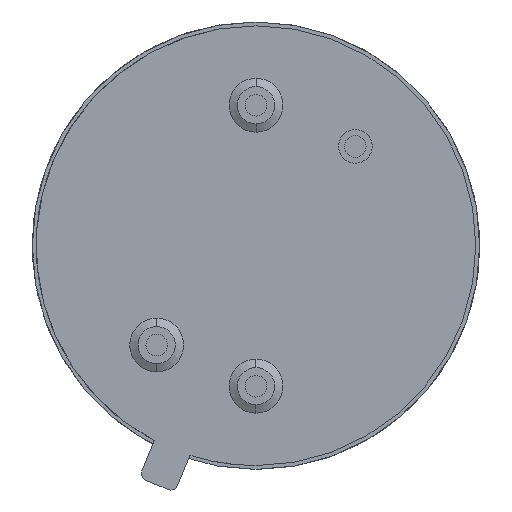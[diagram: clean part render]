
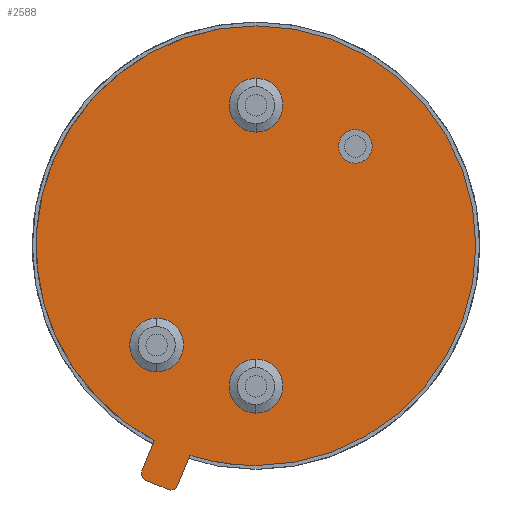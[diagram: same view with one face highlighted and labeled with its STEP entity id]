
A CAD part, front view. The second image highlights one B-rep face of the part: STEP entity #2588.
In plain terms, the highlighted planar face has unit normal (0, -1, 0).
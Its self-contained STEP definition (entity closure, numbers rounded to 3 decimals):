
#2436=VERTEX_POINT('NONE',#2437);
#2437=CARTESIAN_POINT('',(0.,0.1,4.57));
#2443=EDGE_CURVE('NONE',#2436,#2444,#2446,.T.);
#2444=VERTEX_POINT('NONE',#2445);
#2445=CARTESIAN_POINT('',(0.0,0.1,-4.57));
#2446=CIRCLE('',#2447,4.57);
#2447=AXIS2_PLACEMENT_3D('',#2448,#2449,#2450);
#2448=CARTESIAN_POINT('',(0.0,0.1,0.0));
#2449=DIRECTION('',(0.0,1.0,0.0));
#2450=DIRECTION('',(0.0,0.0,-1.0));
#2478=VERTEX_POINT('NONE',#2479);
#2479=CARTESIAN_POINT('',(-1.77,0.1,-5.078));
#2485=EDGE_CURVE('NONE',#2478,#2486,#2488,.T.);
#2486=VERTEX_POINT('NONE',#2487);
#2487=CARTESIAN_POINT('',(-1.828,0.1,-5.066));
#2488=CIRCLE('',#2489,0.15);
#2489=AXIS2_PLACEMENT_3D('',#2490,#2491,#2492);
#2490=CARTESIAN_POINT('',(-1.77,0.1,-4.928));
#2491=DIRECTION('',(0.0,1.0,0.0));
#2492=DIRECTION('',(0.0,0.0,-1.0));
#2520=VERTEX_POINT('NONE',#2521);
#2521=CARTESIAN_POINT('',(2.065,0.1,1.715));
#2527=EDGE_CURVE('NONE',#2520,#2528,#2530,.T.);
#2528=VERTEX_POINT('NONE',#2529);
#2529=CARTESIAN_POINT('',(2.065,0.1,2.415));
#2530=CIRCLE('',#2531,0.35);
#2531=AXIS2_PLACEMENT_3D('',#2532,#2533,#2534);
#2532=CARTESIAN_POINT('',(2.065,0.1,2.065));
#2533=DIRECTION('',(0.0,-1.0,0.0));
#2534=DIRECTION('',(0.0,0.0,1.0));
#2588=ADVANCED_FACE('NONE',(#2589,#2649),#2659,.F.);
#2589=FACE_BOUND('NONE',#2590,.T.);
#2590=EDGE_LOOP('',(#2591,#2601,#2610,#2616,#2617,#2626,#2634,#2641,#2642));
#2591=ORIENTED_EDGE('',*,*,#2592,.T.);
#2592=EDGE_CURVE('NONE',#2593,#2595,#2597,.F.);
#2593=VERTEX_POINT('NONE',#2594);
#2594=CARTESIAN_POINT('',(-2.112,0.1,-4.053));
#2595=VERTEX_POINT('NONE',#2596);
#2596=CARTESIAN_POINT('',(-2.371,0.1,-4.679));
#2597=LINE('',#2598,#2599);
#2598=CARTESIAN_POINT('',(-2.371,0.1,-4.679));
#2599=VECTOR('',#2600,1.0);
#2600=DIRECTION('',(0.383,0.0,0.924));
#2601=ORIENTED_EDGE('',*,*,#2602,.T.);
#2602=EDGE_CURVE('NONE',#2595,#2603,#2605,.F.);
#2603=VERTEX_POINT('NONE',#2604);
#2604=CARTESIAN_POINT('',(-2.29,0.1,-4.875));
#2605=CIRCLE('',#2606,0.15);
#2606=AXIS2_PLACEMENT_3D('',#2607,#2608,#2609);
#2607=CARTESIAN_POINT('',(-2.232,0.1,-4.736));
#2608=DIRECTION('',(0.0,1.0,0.0));
#2609=DIRECTION('',(0.0,0.0,-1.0));
#2610=ORIENTED_EDGE('',*,*,#2611,.T.);
#2611=EDGE_CURVE('NONE',#2603,#2486,#2612,.F.);
#2612=LINE('',#2613,#2614);
#2613=CARTESIAN_POINT('',(-1.828,0.1,-5.066));
#2614=VECTOR('',#2615,1.0);
#2615=DIRECTION('',(-0.924,0.0,0.383));
#2616=ORIENTED_EDGE('',*,*,#2485,.F.);
#2617=ORIENTED_EDGE('',*,*,#2618,.T.);
#2618=EDGE_CURVE('NONE',#2478,#2619,#2621,.F.);
#2619=VERTEX_POINT('NONE',#2620);
#2620=CARTESIAN_POINT('',(-1.632,0.1,-4.985));
#2621=CIRCLE('',#2622,0.15);
#2622=AXIS2_PLACEMENT_3D('',#2623,#2624,#2625);
#2623=CARTESIAN_POINT('',(-1.77,0.1,-4.928));
#2624=DIRECTION('',(0.0,1.0,0.0));
#2625=DIRECTION('',(0.,0.0,-1.0));
#2626=ORIENTED_EDGE('',*,*,#2627,.T.);
#2627=EDGE_CURVE('NONE',#2619,#2628,#2630,.F.);
#2628=VERTEX_POINT('NONE',#2629);
#2629=CARTESIAN_POINT('',(-1.373,0.1,-4.359));
#2630=LINE('',#2631,#2632);
#2631=CARTESIAN_POINT('',(-1.373,0.1,-4.359));
#2632=VECTOR('',#2633,1.0);
#2633=DIRECTION('',(-0.383,0.0,-0.924));
#2634=ORIENTED_EDGE('',*,*,#2635,.T.);
#2635=EDGE_CURVE('NONE',#2628,#2444,#2636,.F.);
#2636=CIRCLE('',#2637,4.57);
#2637=AXIS2_PLACEMENT_3D('',#2638,#2639,#2640);
#2638=CARTESIAN_POINT('',(0.0,0.1,0.0));
#2639=DIRECTION('',(0.0,1.0,0.0));
#2640=DIRECTION('',(0.0,0.0,-1.0));
#2641=ORIENTED_EDGE('',*,*,#2443,.F.);
#2642=ORIENTED_EDGE('',*,*,#2643,.T.);
#2643=EDGE_CURVE('NONE',#2436,#2593,#2644,.F.);
#2644=CIRCLE('',#2645,4.57);
#2645=AXIS2_PLACEMENT_3D('',#2646,#2647,#2648);
#2646=CARTESIAN_POINT('',(0.0,0.1,0.0));
#2647=DIRECTION('',(0.0,1.0,0.0));
#2648=DIRECTION('',(0.0,0.0,-1.0));
#2649=FACE_BOUND('NONE',#2650,.T.);
#2650=EDGE_LOOP('',(#2651,#2658));
#2651=ORIENTED_EDGE('',*,*,#2652,.T.);
#2652=EDGE_CURVE('NONE',#2520,#2528,#2653,.F.);
#2653=CIRCLE('',#2654,0.35);
#2654=AXIS2_PLACEMENT_3D('',#2655,#2656,#2657);
#2655=CARTESIAN_POINT('',(2.065,0.1,2.065));
#2656=DIRECTION('',(0.0,-1.0,0.0));
#2657=DIRECTION('',(0.0,0.0,1.0));
#2658=ORIENTED_EDGE('',*,*,#2527,.F.);
#2659=PLANE('',#2660);
#2660=AXIS2_PLACEMENT_3D('',#2661,#2662,#2663);
#2661=CARTESIAN_POINT('',(0.0,0.1,0.0));
#2662=DIRECTION('',(0.0,1.0,0.0));
#2663=DIRECTION('',(0.0,0.0,1.0));
